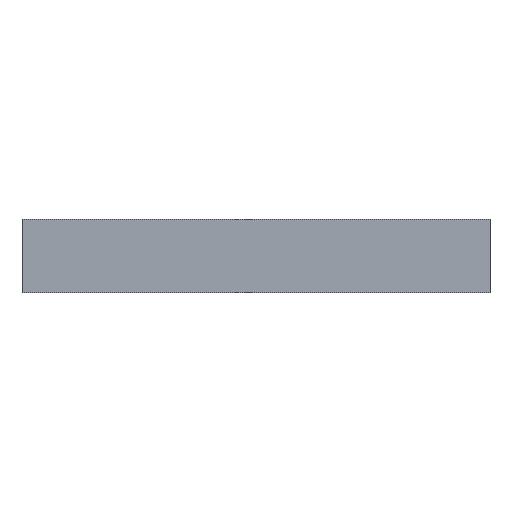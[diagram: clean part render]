
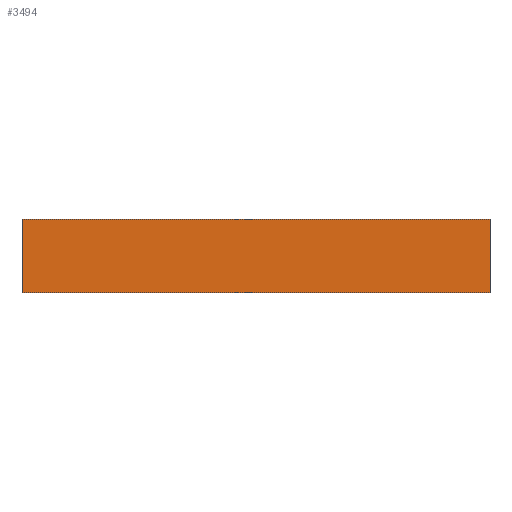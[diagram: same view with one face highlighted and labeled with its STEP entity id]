
A CAD part, front view. The second image highlights one B-rep face of the part: STEP entity #3494.
In plain terms, the highlighted planar face has unit normal (0, -1, 0).
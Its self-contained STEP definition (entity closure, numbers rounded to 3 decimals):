
#54 = DIRECTION ( 'NONE',  ( 0., 0., -1. ) ) ;
#73 = FACE_OUTER_BOUND ( 'NONE', #2220, .T. ) ;
#178 = DIRECTION ( 'NONE',  ( 0., 0., -1. ) ) ;
#484 = EDGE_CURVE ( 'NONE', #2112, #5506, #1186, .T. ) ;
#696 = PLANE ( 'NONE',  #5018 ) ;
#1028 = EDGE_CURVE ( 'NONE', #5529, #2112, #5292, .T. ) ;
#1083 = CARTESIAN_POINT ( 'NONE',  ( 0., 0., 235. ) ) ;
#1186 = LINE ( 'NONE', #1083, #4159 ) ;
#1307 = CARTESIAN_POINT ( 'NONE',  ( 3000., 0., 235. ) ) ;
#1500 = DIRECTION ( 'NONE',  ( 0., 0., 1. ) ) ;
#1664 = DIRECTION ( 'NONE',  ( -1., 0., 0. ) ) ;
#2112 = VERTEX_POINT ( 'NONE', #5337 ) ;
#2220 = EDGE_LOOP ( 'NONE', ( #2807, #5296, #3554, #2909 ) ) ;
#2790 = CARTESIAN_POINT ( 'NONE',  ( 0., 0., 0. ) ) ;
#2807 = ORIENTED_EDGE ( 'NONE', *, *, #1028, .T. ) ;
#2909 = ORIENTED_EDGE ( 'NONE', *, *, #2956, .T. ) ;
#2956 = EDGE_CURVE ( 'NONE', #3477, #5529, #6190, .T. ) ;
#3477 = VERTEX_POINT ( 'NONE', #3809 ) ;
#3494 = ADVANCED_FACE ( 'NONE', ( #73 ), #696, .T. ) ;
#3554 = ORIENTED_EDGE ( 'NONE', *, *, #5661, .T. ) ;
#3749 = CARTESIAN_POINT ( 'NONE',  ( 3000., 0., 235. ) ) ;
#3809 = CARTESIAN_POINT ( 'NONE',  ( 3000., 0., -235. ) ) ;
#4159 = VECTOR ( 'NONE', #54, 1000. ) ;
#4740 = CARTESIAN_POINT ( 'NONE',  ( 0., 0., -235. ) ) ;
#4877 = DIRECTION ( 'NONE',  ( 0., -1., 0. ) ) ;
#4941 = DIRECTION ( 'NONE',  ( 1., 0., 0. ) ) ;
#5018 = AXIS2_PLACEMENT_3D ( 'NONE', #2790, #4877, #178 ) ;
#5292 = LINE ( 'NONE', #3749, #5851 ) ;
#5296 = ORIENTED_EDGE ( 'NONE', *, *, #484, .T. ) ;
#5337 = CARTESIAN_POINT ( 'NONE',  ( 0., 0., 235. ) ) ;
#5397 = LINE ( 'NONE', #5456, #5901 ) ;
#5456 = CARTESIAN_POINT ( 'NONE',  ( 0., 0., -235. ) ) ;
#5506 = VERTEX_POINT ( 'NONE', #4740 ) ;
#5529 = VERTEX_POINT ( 'NONE', #1307 ) ;
#5609 = CARTESIAN_POINT ( 'NONE',  ( 3000., 0., -235. ) ) ;
#5661 = EDGE_CURVE ( 'NONE', #5506, #3477, #5397, .T. ) ;
#5694 = VECTOR ( 'NONE', #1500, 1000. ) ;
#5851 = VECTOR ( 'NONE', #1664, 1000. ) ;
#5901 = VECTOR ( 'NONE', #4941, 1000. ) ;
#6190 = LINE ( 'NONE', #5609, #5694 ) ;
